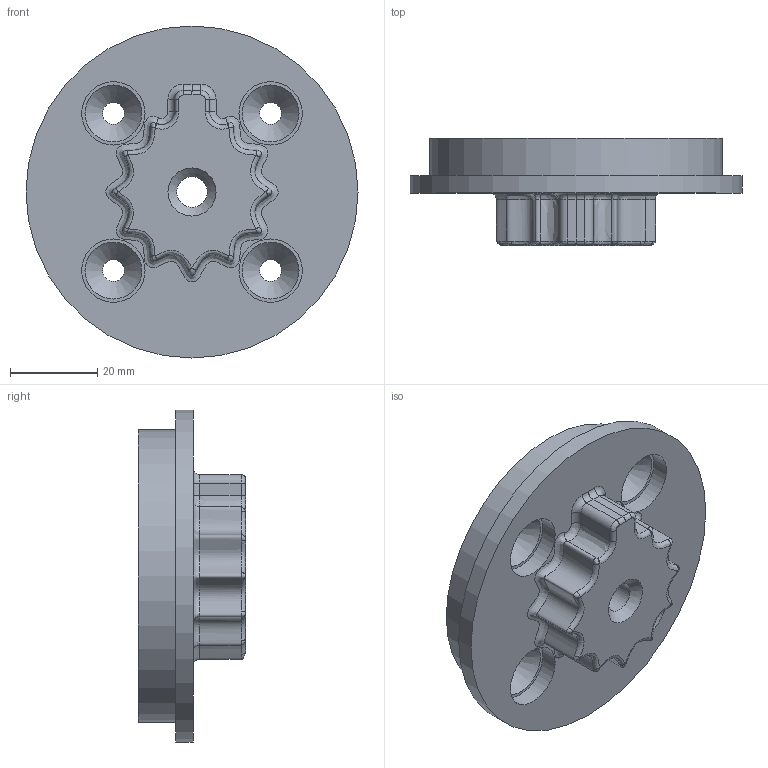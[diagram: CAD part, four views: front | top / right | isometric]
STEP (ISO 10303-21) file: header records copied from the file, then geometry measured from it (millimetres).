
FILE_DESCRIPTION(/* description */ (''),/* implementation_level */ '2;1');
FILE_NAME(/* name */ 'Socket Adapter- Mercury v13.stp',/* time_stamp */ '2015-08-30T12:42:33-04:00',/* author */ (''),/* organization */ (''),/* preprocessor_version */ 'ST-DEVELOPER v16.1',/* originating_system */ 'Autodesk Translation Framework v4.1.0.1560',/* authorisation */ '');
FILE_SCHEMA (('AUTOMOTIVE_DESIGN { 1 0 10303 214 3 1 1 }'));
Length unit declared in the file: centimetre
Products named in the file (1): Lower Prosthetic Quick Disconnect- Socket Adapter- Mercury v13
Bounding box: 76 x 24.5 x 76 mm (x, y, z)
Volume: 53576.4 mm3; surface area: 14816.4 mm2
Topology: 1 solids, 1 shells, 74 faces, 174 edges, 95 vertices
Faces by surface type: bspline 33, cylinder 21, plane 12, cone 6, torus 2
Full cylindrical faces by diameter (mm): 5 x4, 7 x1, 14.5 x4, 67 x1, 76 x1
Entity records: 4809 total; most frequent: CARTESIAN_POINT 3433, ORIENTED_EDGE 288, DIRECTION 205, EDGE_CURVE 144, EDGE_LOOP 107, VERTEX_POINT 95, AXIS2_PLACEMENT_3D 92, FACE_OUTER_BOUND 74
